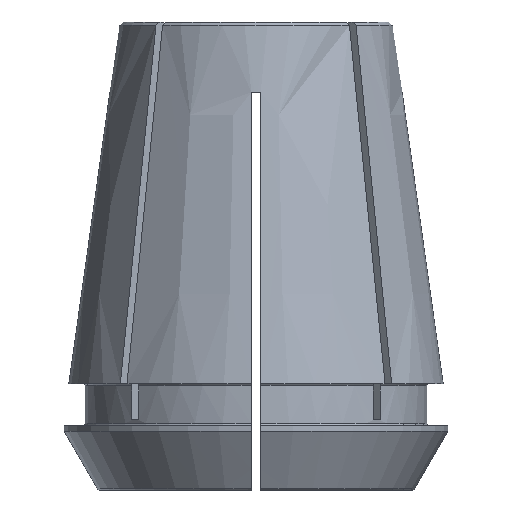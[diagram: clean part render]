
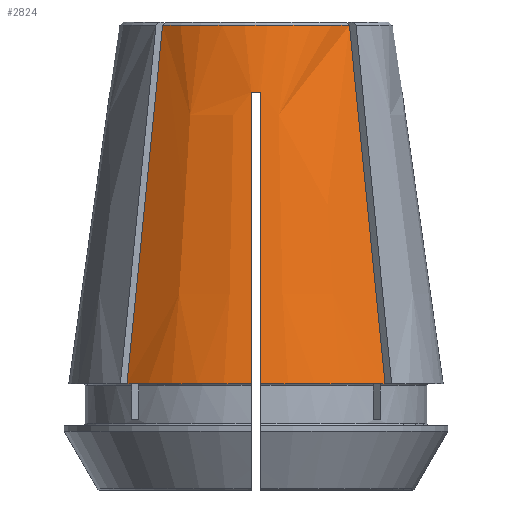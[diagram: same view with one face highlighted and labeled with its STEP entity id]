
A CAD part, front view. The second image highlights one B-rep face of the part: STEP entity #2824.
In plain terms, the highlighted conical face has half-angle 8 degrees and reference radius 11.657 mm.
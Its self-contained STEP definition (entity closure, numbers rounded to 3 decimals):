
#151=B_SPLINE_CURVE_WITH_KNOTS('',3,(#4480,#4481,#4482,#4483,#4484,#4485,
#4486),.UNSPECIFIED.,.F.,.F.,(4,3,4),(0.02,0.023,
0.045),.UNSPECIFIED.);
#155=B_SPLINE_CURVE_WITH_KNOTS('',3,(#4540,#4541,#4542,#4543,#4544,#4545,
#4546),.UNSPECIFIED.,.F.,.F.,(4,3,4),(0.,0.021,
0.031),.UNSPECIFIED.);
#182=B_SPLINE_CURVE_WITH_KNOTS('',3,(#4940,#4941,#4942,#4943),
 .UNSPECIFIED.,.F.,.F.,(4,4),(0.,0.031),
 .UNSPECIFIED.);
#183=B_SPLINE_CURVE_WITH_KNOTS('',3,(#4946,#4947,#4948,#4949,#4950,#4951,
#4952),.UNSPECIFIED.,.F.,.F.,(4,3,4),(0.02,0.023,
0.045),.UNSPECIFIED.);
#1104=ORIENTED_EDGE('',*,*,#1887,.T.);
#1105=ORIENTED_EDGE('',*,*,#1888,.T.);
#1106=ORIENTED_EDGE('',*,*,#1548,.F.);
#1107=ORIENTED_EDGE('',*,*,#1736,.T.);
#1108=ORIENTED_EDGE('',*,*,#1889,.T.);
#1109=ORIENTED_EDGE('',*,*,#1890,.F.);
#1110=ORIENTED_EDGE('',*,*,#1699,.F.);
#1111=ORIENTED_EDGE('',*,*,#1713,.T.);
#1548=EDGE_CURVE('',#1992,#1993,#2288,.T.);
#1699=EDGE_CURVE('',#2126,#2123,#2333,.T.);
#1713=EDGE_CURVE('',#2126,#2139,#151,.T.);
#1736=EDGE_CURVE('',#1992,#2157,#155,.T.);
#1887=EDGE_CURVE('',#2139,#2258,#2381,.T.);
#1888=EDGE_CURVE('',#2258,#1993,#182,.T.);
#1889=EDGE_CURVE('',#2157,#2259,#2382,.T.);
#1890=EDGE_CURVE('',#2123,#2259,#183,.T.);
#1992=VERTEX_POINT('',#4062);
#1993=VERTEX_POINT('',#4063);
#2123=VERTEX_POINT('',#4437);
#2126=VERTEX_POINT('',#4442);
#2139=VERTEX_POINT('',#4479);
#2157=VERTEX_POINT('',#4539);
#2258=VERTEX_POINT('',#4939);
#2259=VERTEX_POINT('',#4945);
#2288=CIRCLE('',#2922,11.699);
#2333=CIRCLE('',#2991,12.501);
#2381=CIRCLE('',#3079,16.);
#2382=CIRCLE('',#3080,16.);
#2508=EDGE_LOOP('',(#1104,#1105,#1106,#1107,#1108,#1109,#1110,#1111));
#2656=FACE_BOUND('',#2508,.T.);
#2748=CONICAL_SURFACE('',#3078,11.657,0.14);
#2824=ADVANCED_FACE('',(#2656),#2748,.T.);
#2922=AXIS2_PLACEMENT_3D('',#4061,#3229,#3230);
#2991=AXIS2_PLACEMENT_3D('',#4443,#3453,#3454);
#3078=AXIS2_PLACEMENT_3D('',#4937,#3733,#3734);
#3079=AXIS2_PLACEMENT_3D('',#4938,#3735,#3736);
#3080=AXIS2_PLACEMENT_3D('',#4944,#3737,#3738);
#3229=DIRECTION('',(0.,0.,1.));
#3230=DIRECTION('',(1.,0.,0.));
#3453=DIRECTION('',(0.,0.,-1.));
#3454=DIRECTION('',(-1.,0.,0.));
#3733=DIRECTION('',(0.,0.,-1.));
#3734=DIRECTION('',(-1.,0.,0.));
#3735=DIRECTION('',(0.,0.,1.));
#3736=DIRECTION('',(1.,0.,0.));
#3737=DIRECTION('',(0.,0.,1.));
#3738=DIRECTION('',(1.,0.,0.));
#4061=CARTESIAN_POINT('',(0.,0.,34.203));
#4062=CARTESIAN_POINT('',(-7.985,-8.55,34.203));
#4063=CARTESIAN_POINT('',(7.985,-8.55,34.203));
#4437=CARTESIAN_POINT('',(-0.4,-12.494,28.5));
#4442=CARTESIAN_POINT('',(0.4,-12.494,28.5));
#4443=CARTESIAN_POINT('',(0.,0.,28.5));
#4479=CARTESIAN_POINT('',(0.4,-15.995,3.6));
#4480=CARTESIAN_POINT('',(0.4,-12.494,28.5));
#4481=CARTESIAN_POINT('',(0.4,-12.638,27.477));
#4482=CARTESIAN_POINT('',(0.4,-12.782,26.454));
#4483=CARTESIAN_POINT('',(0.4,-12.926,25.43));
#4484=CARTESIAN_POINT('',(0.4,-13.949,18.154));
#4485=CARTESIAN_POINT('',(0.4,-14.972,10.877));
#4486=CARTESIAN_POINT('',(0.4,-15.995,3.6));
#4539=CARTESIAN_POINT('',(-11.027,-11.593,3.6));
#4540=CARTESIAN_POINT('',(-7.985,-8.55,34.203));
#4541=CARTESIAN_POINT('',(-8.659,-9.225,27.423));
#4542=CARTESIAN_POINT('',(-9.333,-9.899,20.643));
#4543=CARTESIAN_POINT('',(-10.007,-10.573,13.864));
#4544=CARTESIAN_POINT('',(-10.347,-10.913,10.442));
#4545=CARTESIAN_POINT('',(-10.687,-11.253,7.021));
#4546=CARTESIAN_POINT('',(-11.027,-11.593,3.6));
#4937=CARTESIAN_POINT('',(0.,0.,34.5));
#4938=CARTESIAN_POINT('',(0.,0.,3.6));
#4939=CARTESIAN_POINT('',(11.027,-11.593,3.6));
#4940=CARTESIAN_POINT('',(11.027,-11.593,3.6));
#4941=CARTESIAN_POINT('',(10.013,-10.579,13.801));
#4942=CARTESIAN_POINT('',(8.999,-9.565,24.002));
#4943=CARTESIAN_POINT('',(7.985,-8.55,34.203));
#4944=CARTESIAN_POINT('',(0.,0.,3.6));
#4945=CARTESIAN_POINT('',(-0.4,-15.995,3.6));
#4946=CARTESIAN_POINT('',(-0.4,-12.494,28.5));
#4947=CARTESIAN_POINT('',(-0.4,-12.638,27.477));
#4948=CARTESIAN_POINT('',(-0.4,-12.782,26.454));
#4949=CARTESIAN_POINT('',(-0.4,-12.926,25.43));
#4950=CARTESIAN_POINT('',(-0.4,-13.949,18.154));
#4951=CARTESIAN_POINT('',(-0.4,-14.972,10.877));
#4952=CARTESIAN_POINT('',(-0.4,-15.995,3.6));
